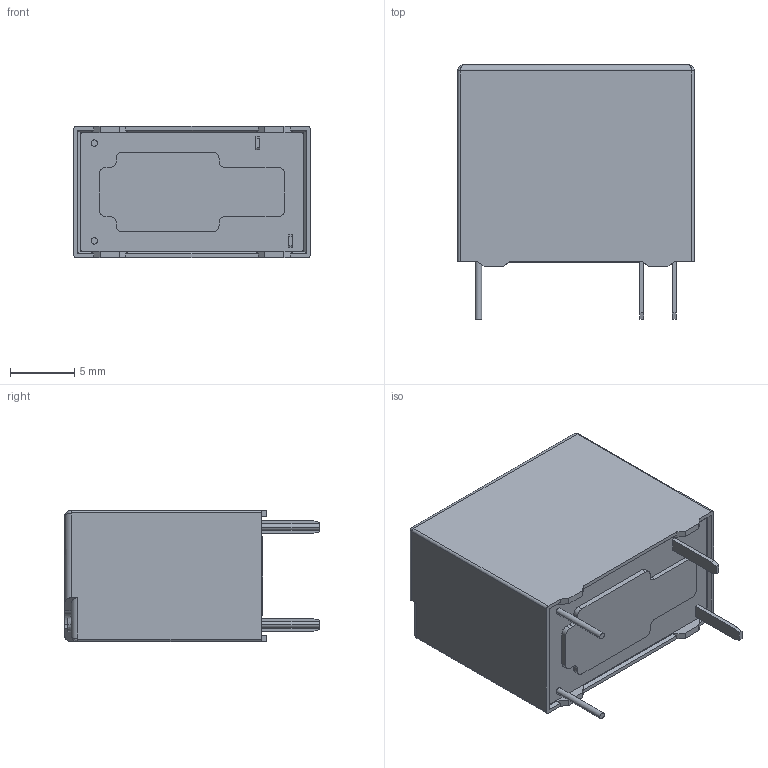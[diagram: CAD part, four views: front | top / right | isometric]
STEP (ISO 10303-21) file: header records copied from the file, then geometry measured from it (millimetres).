
FILE_DESCRIPTION (( 'STEP AP214' ), '1' );
FILE_NAME ('Same_Sky_PRE29-12V-S-450-1A-EF.step', '2024-11-15T16:19:05', ( '' ), ( '' ), 'SwSTEP 2.0', 'SolidWorks 2024', '' );
FILE_SCHEMA (( 'AUTOMOTIVE_DESIGN' ));
Length unit declared in the file: inch
Products named in the file (1): Same_Sky_PRE29-12V-S-450-1A-EF
Bounding box: 18.4 x 19.8 x 10.2 mm (x, y, z)
Volume: 1075.1 mm3; surface area: 2865.3 mm2
Topology: 5 solids, 5 shells, 290 faces, 811 edges, 522 vertices
Faces by surface type: plane 228, cylinder 48, cone 4, torus 4, bspline 4, sphere 2
Entity records: 9470 total; most frequent: CARTESIAN_POINT 1945, ORIENTED_EDGE 1610, DIRECTION 1450, EDGE_CURVE 805, LINE 686, VECTOR 686, VERTEX_POINT 522, AXIS2_PLACEMENT_3D 382
